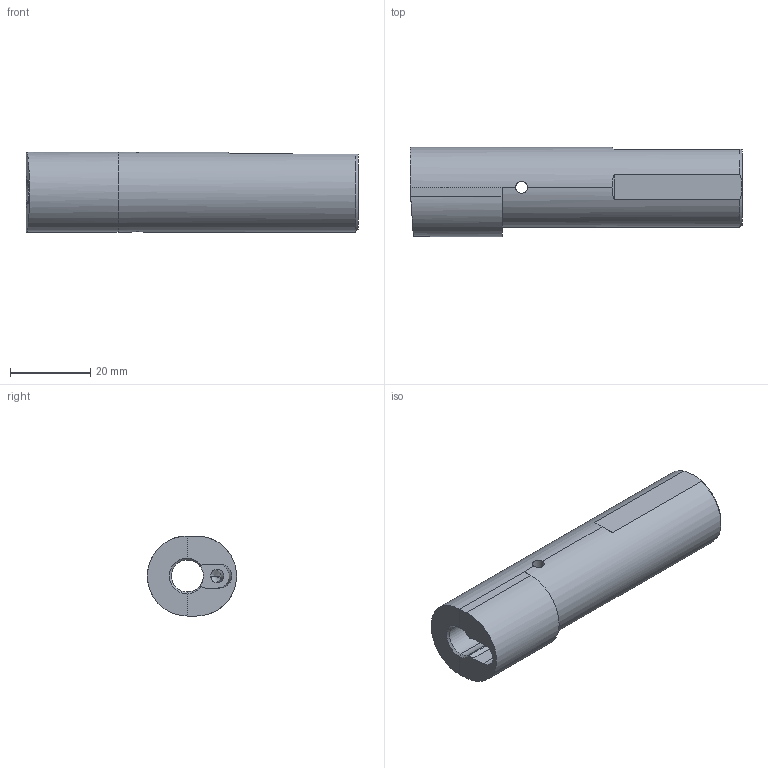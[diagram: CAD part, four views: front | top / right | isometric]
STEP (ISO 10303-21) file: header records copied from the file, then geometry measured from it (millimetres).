
FILE_DESCRIPTION (( 'STEP AP203' ), '1' );
FILE_NAME ('MBM-59-06-04.step', '2019-01-16T08:40:42', ( '' ), ( '' ), 'SwSTEP 2.0', 'SolidWorks 2018', '' );
FILE_SCHEMA (( 'CONFIG_CONTROL_DESIGN' ));
Length unit declared in the file: millimetre
Products named in the file (1): MBM-59-06-04
Bounding box: 83 x 22.3 x 20 mm (x, y, z)
Volume: 21624.6 mm3; surface area: 8407.4 mm2
Topology: 1 solids, 1 shells, 44 faces, 114 edges, 66 vertices
Faces by surface type: cylinder 15, plane 13, cone 12, bspline 4
Entity records: 1618 total; most frequent: CARTESIAN_POINT 528, ORIENTED_EDGE 224, DIRECTION 198, EDGE_CURVE 112, AXIS2_PLACEMENT_3D 72, VERTEX_POINT 66, LINE 54, VECTOR 54
